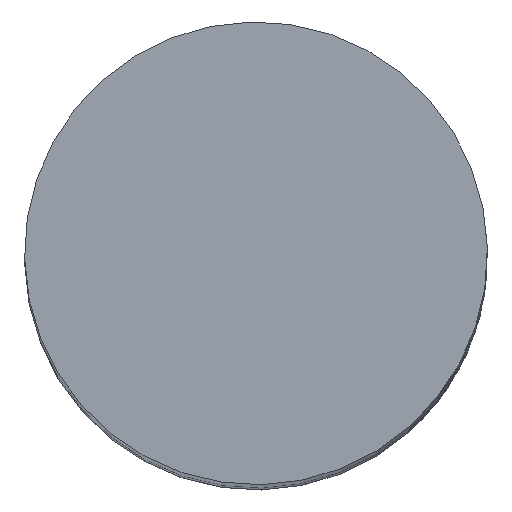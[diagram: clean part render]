
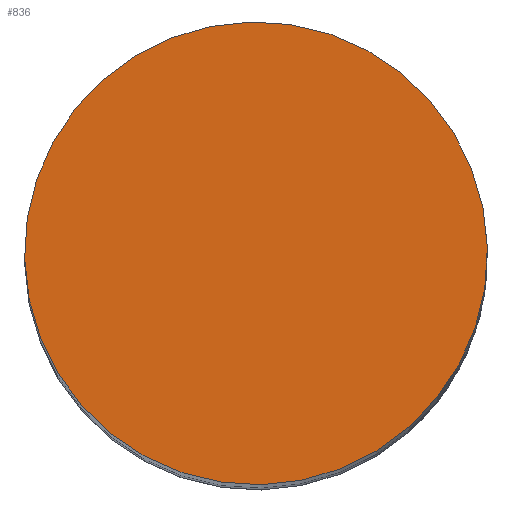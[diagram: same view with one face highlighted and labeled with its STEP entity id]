
A CAD part, top view. The second image highlights one B-rep face of the part: STEP entity #836.
In plain terms, the highlighted planar face has unit normal (0, 0, 1).
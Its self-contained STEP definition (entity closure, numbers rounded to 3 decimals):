
#60=CARTESIAN_POINT('Vertex',(-5.265,2.877,80.)) ;
#76=CARTESIAN_POINT('Vertex',(5.265,-2.877,80.)) ;
#79=CARTESIAN_POINT('Axis2P3D Location',(0.,0.,80.)) ;
#96=CARTESIAN_POINT('Axis2P3D Location',(0.,0.,80.)) ;
#827=CARTESIAN_POINT('Axis2P3D Location',(6.,0.,80.)) ;
#80=DIRECTION('Axis2P3D Direction',(0.,0.,-1.)) ;
#97=DIRECTION('Axis2P3D Direction',(0.,0.,-1.)) ;
#828=DIRECTION('Axis2P3D Direction',(0.,0.,-1.)) ;
#829=DIRECTION('Axis2P3D XDirection',(1.,0.,0.)) ;
#81=AXIS2_PLACEMENT_3D('Circle Axis2P3D',#79,#80,$) ;
#98=AXIS2_PLACEMENT_3D('Circle Axis2P3D',#96,#97,$) ;
#830=AXIS2_PLACEMENT_3D('Plane Axis2P3D',#827,#828,#829) ;
#833=ORIENTED_EDGE('',*,*,#100,.F.) ;
#834=ORIENTED_EDGE('',*,*,#83,.F.) ;
#836=ADVANCED_FACE('Hauptk\X2\00F6\X0\rper',(#835),#831,.F.) ;
#82=CIRCLE('generated circle',#81,6.) ;
#99=CIRCLE('generated circle',#98,6.) ;
#83=EDGE_CURVE('',#77,#61,#82,.T.) ;
#100=EDGE_CURVE('',#61,#77,#99,.T.) ;
#832=EDGE_LOOP('',(#833,#834)) ;
#835=FACE_OUTER_BOUND('',#832,.T.) ;
#831=PLANE('',#830) ;
#61=VERTEX_POINT('',#60) ;
#77=VERTEX_POINT('',#76) ;
